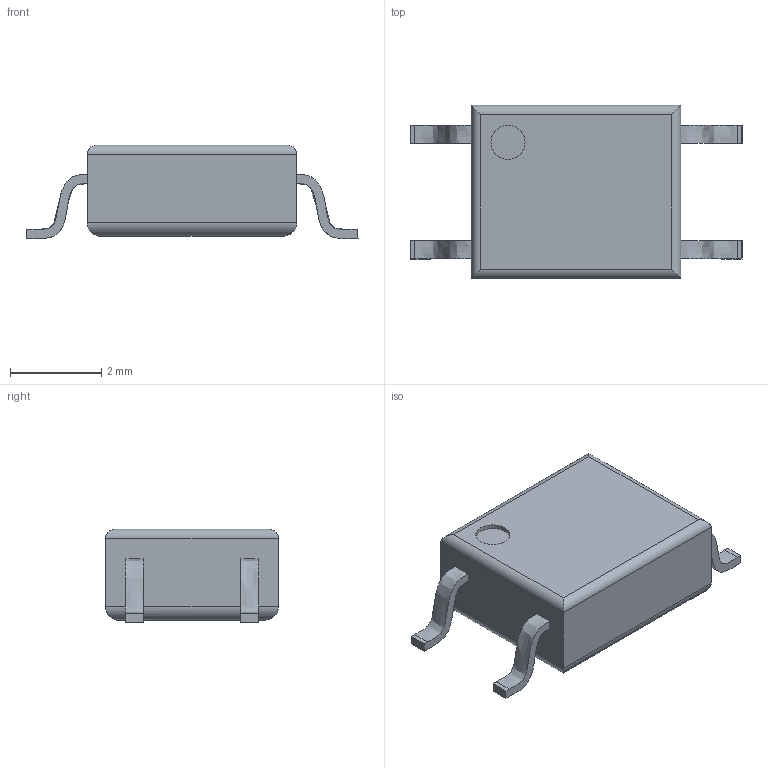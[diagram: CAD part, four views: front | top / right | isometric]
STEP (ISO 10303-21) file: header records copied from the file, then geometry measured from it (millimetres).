
FILE_DESCRIPTION(/* description */ (''),/* implementation_level */ '2;1');
FILE_NAME(/* name */ 'QTM306x v2.step',/* time_stamp */ '2021-11-25T18:59:58-08:00',/* author */ (''),/* organization */ (''),/* preprocessor_version */ 'ST-DEVELOPER v18.1',/* originating_system */ 'Autodesk Translation Framework v10.10.0.1391',/* authorisation */ '');
FILE_SCHEMA (('AUTOMOTIVE_DESIGN { 1 0 10303 214 3 1 1 }'));
Length unit declared in the file: millimetre
Products named in the file (1): QTM306x
Bounding box: 7.29 x 3.8 x 2.06 mm (x, y, z)
Volume: 35.2 mm3; surface area: 76.4 mm2
Topology: 5 solids, 5 shells, 48 faces, 103 edges, 66 vertices
Faces by surface type: plane 23, bspline 16, cylinder 9
Full cylindrical faces by diameter (mm): 0.75 x1
Entity records: 2166 total; most frequent: CARTESIAN_POINT 1212, ORIENTED_EDGE 206, DIRECTION 131, EDGE_CURVE 103, VERTEX_POINT 66, EDGE_LOOP 49, B_SPLINE_CURVE_WITH_KNOTS 48, FACE_OUTER_BOUND 48
